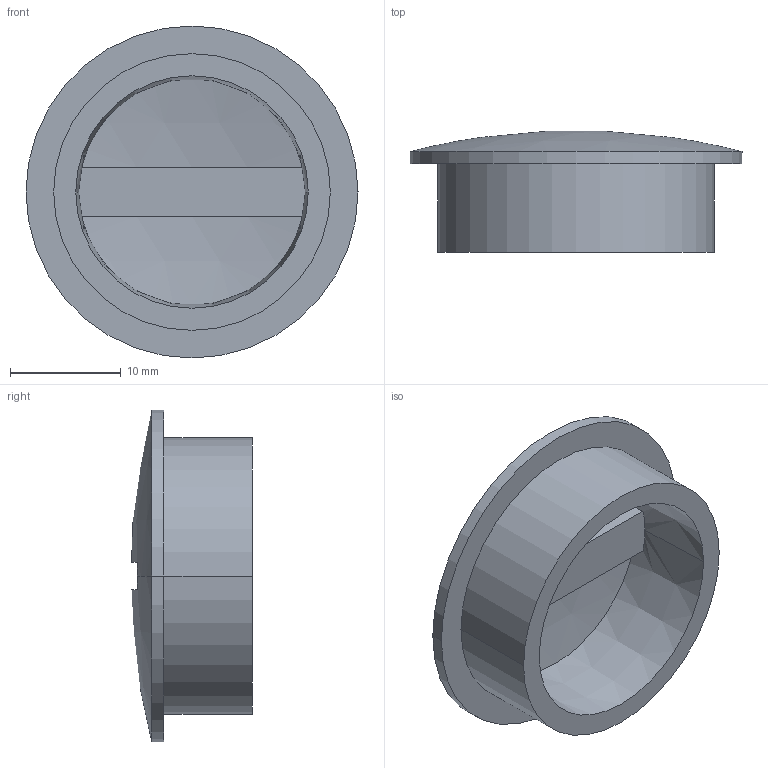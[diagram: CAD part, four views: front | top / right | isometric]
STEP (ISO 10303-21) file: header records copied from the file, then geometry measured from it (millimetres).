
FILE_DESCRIPTION (( 'STEP AP214' ), '1' );
FILE_NAME ('2033016.stp', '2017-09-28T07:52:22', ( '' ), ( '' ), 'SwSTEP 2.0', 'SolidWorks 2016', '' );
FILE_SCHEMA (( 'AUTOMOTIVE_DESIGN' ));
Length unit declared in the file: millimetre
Products named in the file (1): 2033016
Bounding box: 30 x 10.92 x 30 mm (x, y, z)
Volume: 2458.6 mm3; surface area: 2834.9 mm2
Topology: 1 solids, 1 shells, 20 faces, 46 edges, 30 vertices
Faces by surface type: plane 10, cylinder 4, sphere 4, cone 2
Entity records: 630 total; most frequent: CARTESIAN_POINT 121, DIRECTION 110, ORIENTED_EDGE 92, AXIS2_PLACEMENT_3D 47, EDGE_CURVE 46, VERTEX_POINT 30, CIRCLE 26, EDGE_LOOP 22
